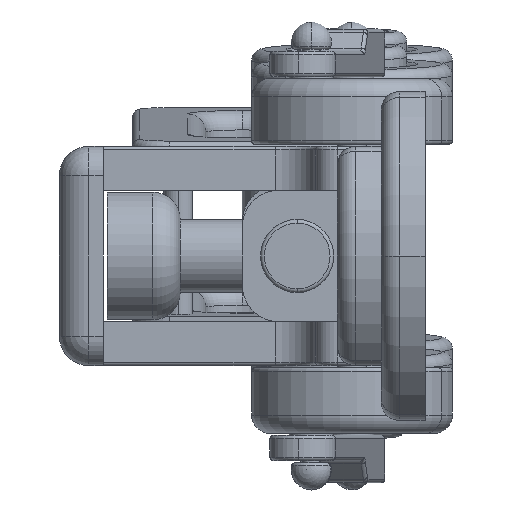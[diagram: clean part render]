
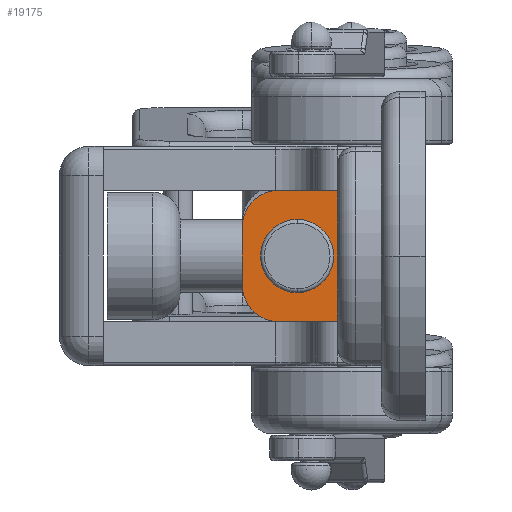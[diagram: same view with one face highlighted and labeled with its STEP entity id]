
A CAD part, left-side view. The second image highlights one B-rep face of the part: STEP entity #19175.
In plain terms, the highlighted planar face has unit normal (-1, 0, 0).
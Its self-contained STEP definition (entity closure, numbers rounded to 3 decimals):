
#34 = ORIENTED_EDGE ( 'NONE', *, *, #20413, .T. ) ;
#105 = CARTESIAN_POINT ( 'NONE',  ( -30., 20., -18. ) ) ;
#243 = ORIENTED_EDGE ( 'NONE', *, *, #1984, .F. ) ;
#452 = CIRCLE ( 'NONE', #5277, 10. ) ;
#611 = CARTESIAN_POINT ( 'NONE',  ( -30., -20., -18. ) ) ;
#639 = CARTESIAN_POINT ( 'NONE',  ( -30., 30., 8. ) ) ;
#1422 = VERTEX_POINT ( 'NONE', #105 ) ;
#1579 = AXIS2_PLACEMENT_3D ( 'NONE', #5988, #17918, #7703 ) ;
#1984 = EDGE_CURVE ( 'NONE', #13555, #7200, #13571, .T. ) ;
#2140 = CARTESIAN_POINT ( 'NONE',  ( -30., 30., -18. ) ) ;
#2405 = DIRECTION ( 'NONE',  ( 0., 1., 0. ) ) ;
#2746 = DIRECTION ( 'NONE',  ( 0., -1., 0. ) ) ;
#2916 = CARTESIAN_POINT ( 'NONE',  ( -30., 20., -8. ) ) ;
#2943 = DIRECTION ( 'NONE',  ( 0., 1., 0. ) ) ;
#4095 = EDGE_CURVE ( 'NONE', #1422, #7200, #21441, .T. ) ;
#4123 = VERTEX_POINT ( 'NONE', #20517 ) ;
#4391 = ORIENTED_EDGE ( 'NONE', *, *, #9979, .T. ) ;
#4537 = LINE ( 'NONE', #4795, #7548 ) ;
#4650 = DIRECTION ( 'NONE',  ( 0., 1., 0. ) ) ;
#4795 = CARTESIAN_POINT ( 'NONE',  ( -30., 30., 18. ) ) ;
#5054 = FACE_OUTER_BOUND ( 'NONE', #5151, .T. ) ;
#5151 = EDGE_LOOP ( 'NONE', ( #14860, #34, #12633, #243, #19114, #4391 ) ) ;
#5277 = AXIS2_PLACEMENT_3D ( 'NONE', #2916, #14841, #4650 ) ;
#5988 = CARTESIAN_POINT ( 'NONE',  ( -30., 15., 0. ) ) ;
#6493 = CIRCLE ( 'NONE', #1579, 10. ) ;
#6824 = AXIS2_PLACEMENT_3D ( 'NONE', #11010, #13223, #2943 ) ;
#6943 = DIRECTION ( 'NONE',  ( 0., 0., -1. ) ) ;
#6985 = CIRCLE ( 'NONE', #20138, 10. ) ;
#7200 = VERTEX_POINT ( 'NONE', #611 ) ;
#7247 = VERTEX_POINT ( 'NONE', #14506 ) ;
#7255 = CARTESIAN_POINT ( 'NONE',  ( -30., -20., 18. ) ) ;
#7504 = CARTESIAN_POINT ( 'NONE',  ( -30., 15., -10. ) ) ;
#7548 = VECTOR ( 'NONE', #16716, 1000. ) ;
#7703 = DIRECTION ( 'NONE',  ( 0., 1., 0. ) ) ;
#8155 = LINE ( 'NONE', #17092, #8686 ) ;
#8176 = ORIENTED_EDGE ( 'NONE', *, *, #21480, .F. ) ;
#8228 = DIRECTION ( 'NONE',  ( 1., 0., 0. ) ) ;
#8293 = EDGE_CURVE ( 'NONE', #14492, #7247, #8155, .T. ) ;
#8686 = VECTOR ( 'NONE', #6943, 1000. ) ;
#9979 = EDGE_CURVE ( 'NONE', #4123, #14492, #10442, .T. ) ;
#10022 = CARTESIAN_POINT ( 'NONE',  ( -30., -20., 18. ) ) ;
#10064 = EDGE_LOOP ( 'NONE', ( #21447, #8176 ) ) ;
#10265 = VECTOR ( 'NONE', #12608, 1000. ) ;
#10297 = EDGE_CURVE ( 'NONE', #15891, #20831, #6985, .T. ) ;
#10442 = CIRCLE ( 'NONE', #6824, 10. ) ;
#11010 = CARTESIAN_POINT ( 'NONE',  ( -30., 20., 8. ) ) ;
#11575 = PLANE ( 'NONE',  #16682 ) ;
#12608 = DIRECTION ( 'NONE',  ( 0., 0., -1. ) ) ;
#12633 = ORIENTED_EDGE ( 'NONE', *, *, #4095, .T. ) ;
#13223 = DIRECTION ( 'NONE',  ( -1., 0., 0. ) ) ;
#13555 = VERTEX_POINT ( 'NONE', #10022 ) ;
#13571 = LINE ( 'NONE', #7255, #10265 ) ;
#13720 = CARTESIAN_POINT ( 'NONE',  ( -30., 15., 0. ) ) ;
#14467 = DIRECTION ( 'NONE',  ( -1., 0., 0. ) ) ;
#14492 = VERTEX_POINT ( 'NONE', #639 ) ;
#14506 = CARTESIAN_POINT ( 'NONE',  ( -30., 30., -8. ) ) ;
#14841 = DIRECTION ( 'NONE',  ( -1., 0., 0. ) ) ;
#14860 = ORIENTED_EDGE ( 'NONE', *, *, #8293, .T. ) ;
#15350 = CARTESIAN_POINT ( 'NONE',  ( -30., 15., 10. ) ) ;
#15891 = VERTEX_POINT ( 'NONE', #15350 ) ;
#16682 = AXIS2_PLACEMENT_3D ( 'NONE', #16728, #8228, #20156 ) ;
#16716 = DIRECTION ( 'NONE',  ( 0., -1., 0. ) ) ;
#16728 = CARTESIAN_POINT ( 'NONE',  ( -30., 30., 18. ) ) ;
#16922 = VECTOR ( 'NONE', #2746, 1000. ) ;
#17043 = EDGE_CURVE ( 'NONE', #4123, #13555, #4537, .T. ) ;
#17092 = CARTESIAN_POINT ( 'NONE',  ( -30., 30., 18. ) ) ;
#17918 = DIRECTION ( 'NONE',  ( -1., 0., 0. ) ) ;
#18671 = FACE_BOUND ( 'NONE', #10064, .T. ) ;
#19114 = ORIENTED_EDGE ( 'NONE', *, *, #17043, .F. ) ;
#19175 = ADVANCED_FACE ( 'NONE', ( #18671, #5054 ), #11575, .F. ) ;
#20138 = AXIS2_PLACEMENT_3D ( 'NONE', #13720, #14467, #2405 ) ;
#20156 = DIRECTION ( 'NONE',  ( 0., 1., 0. ) ) ;
#20413 = EDGE_CURVE ( 'NONE', #7247, #1422, #452, .T. ) ;
#20517 = CARTESIAN_POINT ( 'NONE',  ( -30., 20., 18. ) ) ;
#20831 = VERTEX_POINT ( 'NONE', #7504 ) ;
#21441 = LINE ( 'NONE', #2140, #16922 ) ;
#21447 = ORIENTED_EDGE ( 'NONE', *, *, #10297, .F. ) ;
#21480 = EDGE_CURVE ( 'NONE', #20831, #15891, #6493, .T. ) ;
